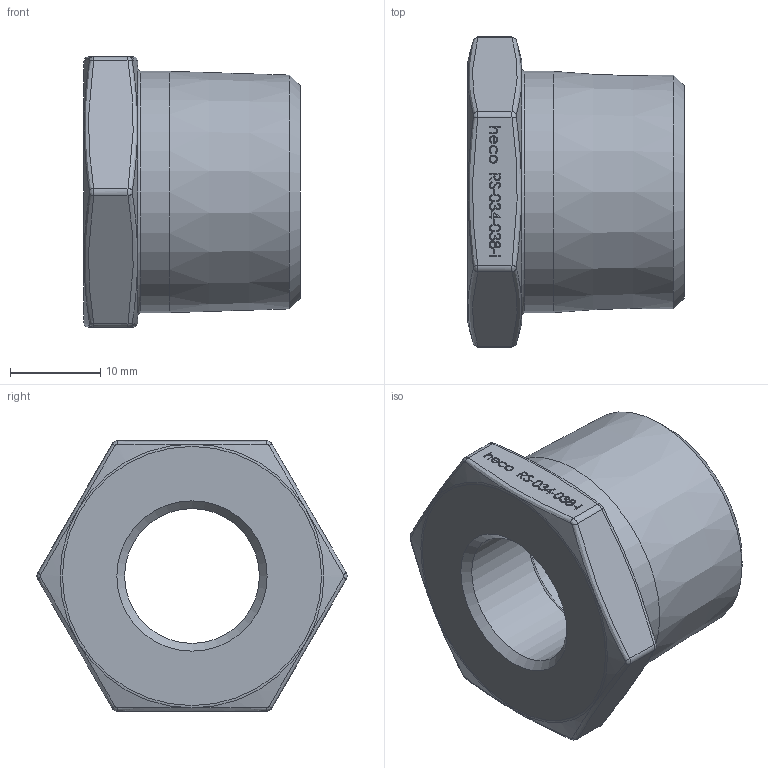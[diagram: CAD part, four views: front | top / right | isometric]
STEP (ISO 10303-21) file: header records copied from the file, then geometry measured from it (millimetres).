
FILE_DESCRIPTION (( 'STEP AP214' ), '1' );
FILE_NAME ('RS-034-038-I 2401.STEP', '2024-01-03T11:11:01', ( '' ), ( '' ), 'SwSTEP 2.0', 'SolidWorks 2019', '' );
FILE_SCHEMA (( 'AUTOMOTIVE_DESIGN' ));
Length unit declared in the file: millimetre
Products named in the file (1): RS-034-038-I 2401
Bounding box: 24 x 34.39 x 30 mm (x, y, z)
Volume: 9102.5 mm3; surface area: 4325.7 mm2
Topology: 1 solids, 1 shells, 257 faces, 658 edges, 429 vertices
Faces by surface type: bspline 142, plane 95, cylinder 9, cone 6, torus 5
Full cylindrical faces by diameter (mm): 14.95 x1, 18 x1, 26.754 x1
Entity records: 16736 total; most frequent: CARTESIAN_POINT 9393, ORIENTED_EDGE 1276, EDGE_CURVE 638, DIRECTION 627, VERTEX_POINT 423, LINE 313, VECTOR 313, EDGE_LOOP 299
